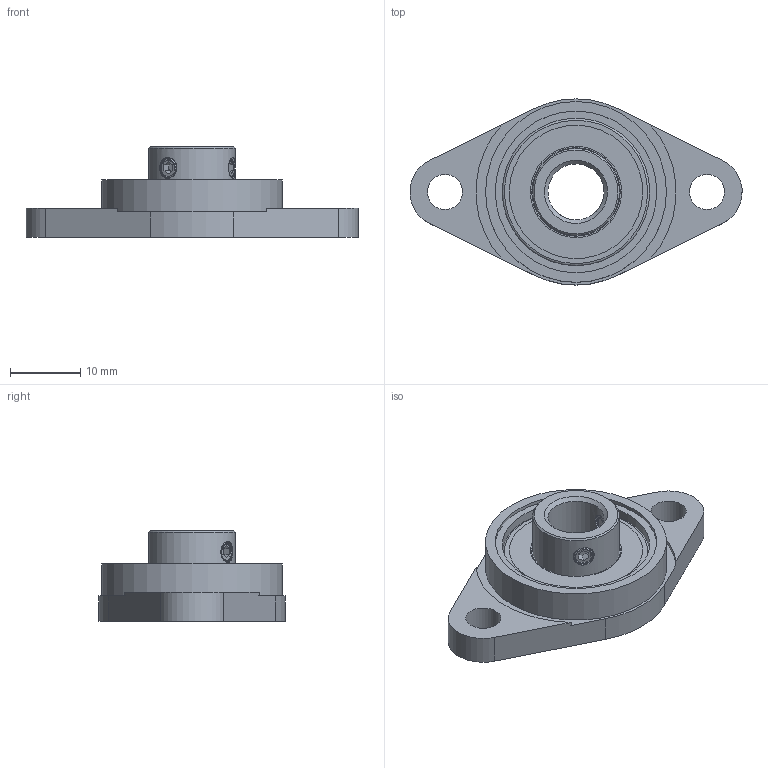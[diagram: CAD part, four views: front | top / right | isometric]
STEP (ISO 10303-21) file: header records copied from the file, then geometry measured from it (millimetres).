
FILE_DESCRIPTION(/* description */ (''),/* implementation_level */ '2;1');
FILE_NAME(/* name */ 'Zinc Alloy Pillow Block Flange Bearing KFL08 ID-8mm.stp',/* time_stamp */ '2021-04-20T18:21:37+06:00',/* author */ ('Johnson Ebenezer R'),/* organization */ (''),/* preprocessor_version */ 'ST-DEVELOPER v18.1',/* originating_system */ 'Autodesk Inventor 2020',/* authorisation */ '');
FILE_SCHEMA (('AUTOMOTIVE_DESIGN { 1 0 10303 214 3 1 1 }'));
Length unit declared in the file: millimetre
Products named in the file (6): Zinc Alloy Pillow Block Flange Bearing KFL08 ID-8mm; Flange; Bearing 61801-2Z GB/T 276-94; DIN 988 - 13 x 19 x 1; Collar 8x12.35x11.35; IS: 6094 - M3 x 2(1)
Assembly tree (8 placements, depth 2):
  Zinc Alloy Pillow Block Flange Bearing KFL08 ID-8mm
    Flange
    Bearing 61801-2Z GB/T 276-94
    DIN 988 - 13 x 19 x 1  x2
    Collar 8x12.35x11.35
    IS: 6094 - M3 x 2(1)  x3
Bounding box: 47.26 x 26.5 x 12.88 mm (x, y, z)
Volume: 4188.9 mm3; surface area: 5789.6 mm2
Topology: 21 solids, 21 shells, 261 faces, 673 edges, 441 vertices
Faces by surface type: plane 94, cylinder 70, bspline 47, torus 26, cone 13, sphere 11
Full cylindrical faces by diameter (mm): 2.109 x8, 2.85 x2, 3 x5, 5 x2, 8 x1, 12 x1, 12.35 x1, 13 x2, 14.187 x2, 14.934 x2, 18.066 x2, 18.813 x2, 19 x2, 21 x2, 23 x1, 25.75 x1
Entity records: 10845 total; most frequent: CARTESIAN_POINT 4897, ORIENTED_EDGE 1212, DIRECTION 1117, EDGE_CURVE 606, AXIS2_PLACEMENT_3D 455, VERTEX_POINT 441, EDGE_LOOP 293, CIRCLE 255
